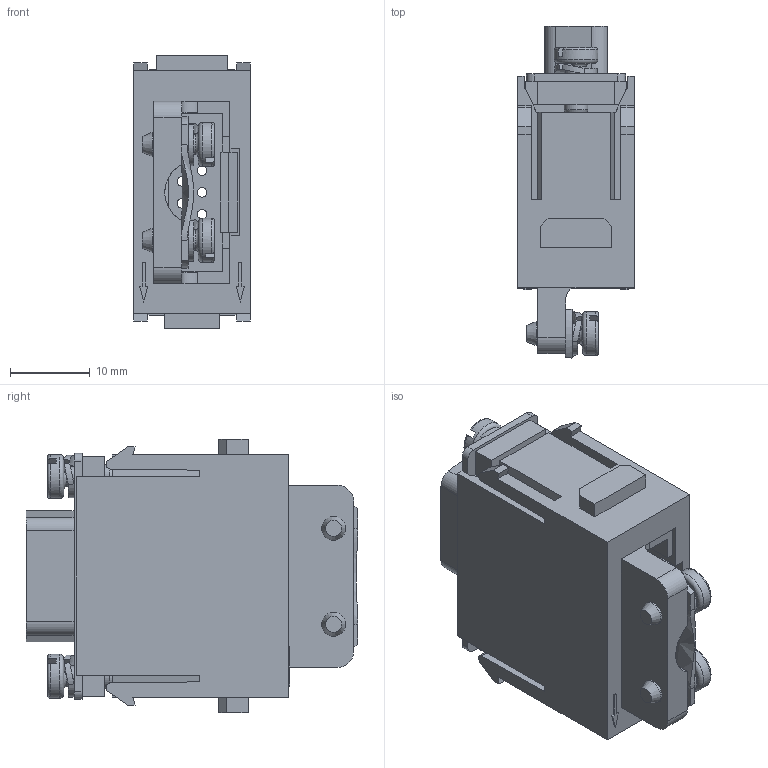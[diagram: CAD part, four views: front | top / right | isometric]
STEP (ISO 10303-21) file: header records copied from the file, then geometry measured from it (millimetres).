
FILE_DESCRIPTION(/* description */ (''),/* implementation_level */ '2;1');
FILE_NAME(/* name */ '100097710ugm000_c.stp',/* time_stamp */ '2017-12-19T15:34:16+01:00',/* author */ (''),/* organization */ (''),/* preprocessor_version */ 'ST-DEVELOPER v16',/* originating_system */ 'SIEMENS PLM Software NX 10.0',/* authorisation */ '');
FILE_SCHEMA (('AUTOMOTIVE_DESIGN { 1 0 10303 214 3 1 1 1 }'));
Length unit declared in the file: millimetre
Products named in the file (1): 100097710ugm000_c
Bounding box: 14.6 x 41.54 x 34.2 mm (x, y, z)
Volume: 10208.2 mm3; surface area: 7146.3 mm2
Topology: 1 solids, 2 shells, 405 faces, 1166 edges, 793 vertices
Faces by surface type: plane 277, cylinder 51, bspline 36, cone 25, torus 16
Full cylindrical faces by diameter (mm): 1.2 x9, 2.5 x4, 3 x5, 5.5 x4
Entity records: 16721 total; most frequent: CARTESIAN_POINT 3613, ORIENTED_EDGE 2224, DIRECTION 1866, EDGE_CURVE 1112, VERTEX_POINT 770, LINE 718, VECTOR 718, AXIS2_PLACEMENT_3D 574
